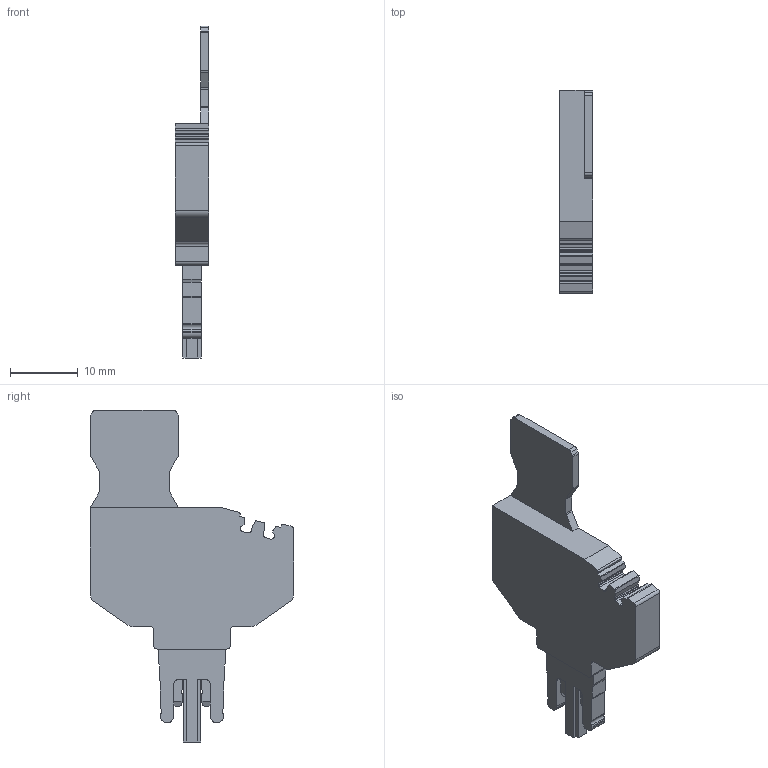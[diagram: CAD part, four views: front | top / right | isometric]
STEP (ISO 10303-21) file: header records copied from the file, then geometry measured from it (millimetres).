
FILE_DESCRIPTION(('CATIA V5 STEP Exchange','CAx-IF Rec.Pracs.--- Model Styling and Organization---1.4--- 2014-01-23'),'2;1');
FILE_NAME ('D1458311_0_1878570000_1878570000.stp','2020-03-06T07:13:55+00:00',('none'),('Weidmueller'),'CATIA Version 5-6 Release 2016 SP3 HF44','CATIA V5 STEP AP214','none');
FILE_SCHEMA(('AUTOMOTIVE_DESIGN { 1 0 10303 214 1 1 1 1 }'));
Length unit declared in the file: millimetre
Products named in the file (1): 1878570000_BEST-DRBR
Bounding box: 5 x 30 x 48.98 mm (x, y, z)
Volume: 3029.8 mm3; surface area: 2271.2 mm2
Topology: 3 solids, 3 shells, 163 faces, 482 edges, 326 vertices
Faces by surface type: plane 100, cylinder 61, extrusion 2
Entity records: 5359 total; most frequent: CARTESIAN_POINT 1036, ORIENTED_EDGE 964, DIRECTION 766, EDGE_CURVE 482, VECTOR 358, LINE 356, VERTEX_POINT 326, AXIS2_PLACEMENT_3D 264
